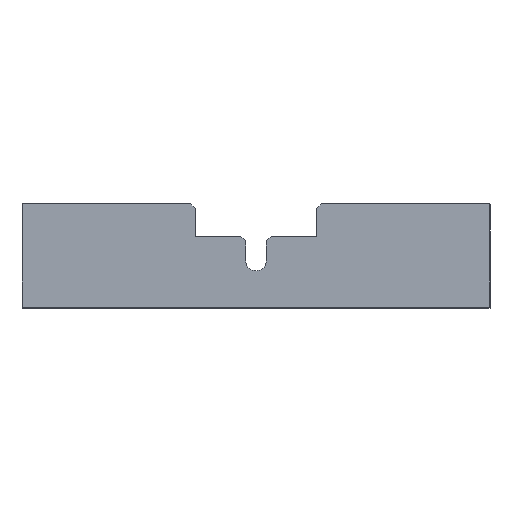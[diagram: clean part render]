
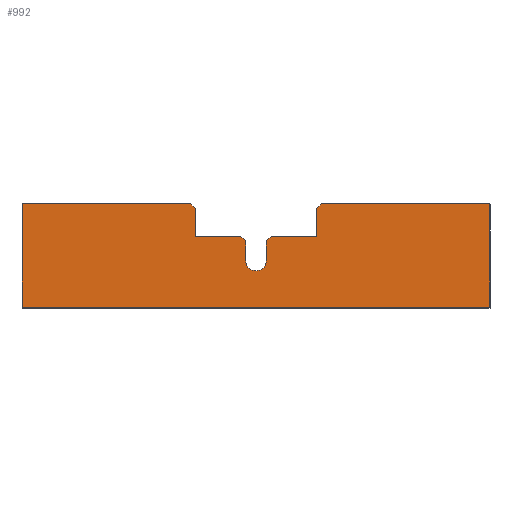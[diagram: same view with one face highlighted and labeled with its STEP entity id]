
A CAD part, top view. The second image highlights one B-rep face of the part: STEP entity #992.
In plain terms, the highlighted planar face has unit normal (0, 0, 1).
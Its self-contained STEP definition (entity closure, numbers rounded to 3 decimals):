
#12 = EDGE_CURVE ( 'NONE', #140, #416, #618, .T. ) ;
#28 = CARTESIAN_POINT ( 'NONE',  ( -14.5, 6.4, 20.25 ) ) ;
#38 = DIRECTION ( 'NONE',  ( 0., -1., 0. ) ) ;
#46 = PLANE ( 'NONE',  #408 ) ;
#47 = VECTOR ( 'NONE', #573, 1000. ) ;
#49 = CARTESIAN_POINT ( 'NONE',  ( 0.65, 4.1, 20.25 ) ) ;
#50 = VECTOR ( 'NONE', #899, 1000. ) ;
#76 = VERTEX_POINT ( 'NONE', #1101 ) ;
#91 = CARTESIAN_POINT ( 'NONE',  ( -4.05, 6.4, 20.25 ) ) ;
#100 = CARTESIAN_POINT ( 'NONE',  ( 0.65, 2.9, 20.25 ) ) ;
#107 = DIRECTION ( 'NONE',  ( 1., 0., 0. ) ) ;
#117 = CARTESIAN_POINT ( 'NONE',  ( -14.5, 6.4, 20.25 ) ) ;
#139 = CARTESIAN_POINT ( 'NONE',  ( 0.65, 4.4, 20.25 ) ) ;
#140 = VERTEX_POINT ( 'NONE', #777 ) ;
#158 = VERTEX_POINT ( 'NONE', #648 ) ;
#172 = CARTESIAN_POINT ( 'NONE',  ( -14.5, 0., 20.25 ) ) ;
#177 = CARTESIAN_POINT ( 'NONE',  ( -0.65, 4.1, 20.25 ) ) ;
#192 = VECTOR ( 'NONE', #1510, 1000. ) ;
#203 = DIRECTION ( 'NONE',  ( 0., 0., -1. ) ) ;
#210 = LINE ( 'NONE', #605, #652 ) ;
#222 = CARTESIAN_POINT ( 'NONE',  ( 3.75, 6.1, 20.25 ) ) ;
#225 = VECTOR ( 'NONE', #473, 1000. ) ;
#232 = ORIENTED_EDGE ( 'NONE', *, *, #616, .T. ) ;
#244 = EDGE_CURVE ( 'NONE', #1489, #749, #438, .T. ) ;
#310 = EDGE_CURVE ( 'NONE', #140, #76, #830, .T. ) ;
#322 = EDGE_CURVE ( 'NONE', #76, #1512, #549, .T. ) ;
#323 = EDGE_LOOP ( 'NONE', ( #885, #1020, #860, #977, #1587, #832, #1007, #1008, #1088, #1450, #790, #889, #491, #232, #531, #1091 ) ) ;
#408 = AXIS2_PLACEMENT_3D ( 'NONE', #1440, #1549, #1043 ) ;
#415 = VECTOR ( 'NONE', #1060, 1000. ) ;
#416 = VERTEX_POINT ( 'NONE', #1612 ) ;
#428 = DIRECTION ( 'NONE',  ( 0., -1., 0. ) ) ;
#438 = LINE ( 'NONE', #1576, #1006 ) ;
#445 = CARTESIAN_POINT ( 'NONE',  ( -0.95, 4.4, 20.25 ) ) ;
#450 = LINE ( 'NONE', #117, #1459 ) ;
#473 = DIRECTION ( 'NONE',  ( -0.707, 0.707, 0. ) ) ;
#489 = VECTOR ( 'NONE', #526, 1000. ) ;
#491 = ORIENTED_EDGE ( 'NONE', *, *, #1410, .F. ) ;
#518 = VERTEX_POINT ( 'NONE', #1544 ) ;
#524 = CARTESIAN_POINT ( 'NONE',  ( -14.5, 0., 20.25 ) ) ;
#526 = DIRECTION ( 'NONE',  ( 0., -1., 0. ) ) ;
#531 = ORIENTED_EDGE ( 'NONE', *, *, #541, .T. ) ;
#540 = CARTESIAN_POINT ( 'NONE',  ( -14.5, 6.4, 20.25 ) ) ;
#541 = EDGE_CURVE ( 'NONE', #983, #1512, #1270, .T. ) ;
#549 = LINE ( 'NONE', #1329, #1620 ) ;
#555 = LINE ( 'NONE', #445, #846 ) ;
#573 = DIRECTION ( 'NONE',  ( 1., 0., 0. ) ) ;
#575 = VERTEX_POINT ( 'NONE', #28 ) ;
#587 = EDGE_CURVE ( 'NONE', #749, #158, #1590, .T. ) ;
#594 = EDGE_CURVE ( 'NONE', #1240, #518, #555, .T. ) ;
#599 = CARTESIAN_POINT ( 'NONE',  ( 0., 2.9, 20.25 ) ) ;
#605 = CARTESIAN_POINT ( 'NONE',  ( -3.75, 6.4, 20.25 ) ) ;
#616 = EDGE_CURVE ( 'NONE', #575, #983, #1462, .T. ) ;
#618 = LINE ( 'NONE', #222, #1042 ) ;
#648 = CARTESIAN_POINT ( 'NONE',  ( 0.65, 4.1, 20.25 ) ) ;
#652 = VECTOR ( 'NONE', #745, 1000. ) ;
#653 = CIRCLE ( 'NONE', #1511, 0.65 ) ;
#716 = EDGE_CURVE ( 'NONE', #829, #1000, #653, .T. ) ;
#745 = DIRECTION ( 'NONE',  ( 0., 1., 0. ) ) ;
#749 = VERTEX_POINT ( 'NONE', #1112 ) ;
#777 = CARTESIAN_POINT ( 'NONE',  ( 4.05, 6.4, 20.25 ) ) ;
#790 = ORIENTED_EDGE ( 'NONE', *, *, #1515, .T. ) ;
#804 = CARTESIAN_POINT ( 'NONE',  ( -0.65, 2.9, 20.25 ) ) ;
#807 = CARTESIAN_POINT ( 'NONE',  ( -14.5, 6.4, 20.25 ) ) ;
#829 = VERTEX_POINT ( 'NONE', #100 ) ;
#830 = LINE ( 'NONE', #540, #47 ) ;
#832 = ORIENTED_EDGE ( 'NONE', *, *, #1200, .T. ) ;
#837 = DIRECTION ( 'NONE',  ( 0., -1., 0. ) ) ;
#846 = VECTOR ( 'NONE', #1185, 1000. ) ;
#857 = CARTESIAN_POINT ( 'NONE',  ( -3.75, 6.1, 20.25 ) ) ;
#860 = ORIENTED_EDGE ( 'NONE', *, *, #1465, .T. ) ;
#885 = ORIENTED_EDGE ( 'NONE', *, *, #310, .F. ) ;
#889 = ORIENTED_EDGE ( 'NONE', *, *, #1591, .T. ) ;
#899 = DIRECTION ( 'NONE',  ( 1., 0., 0. ) ) ;
#902 = CARTESIAN_POINT ( 'NONE',  ( -3.75, 4.4, 20.25 ) ) ;
#915 = EDGE_CURVE ( 'NONE', #1000, #1240, #1403, .T. ) ;
#917 = LINE ( 'NONE', #139, #489 ) ;
#935 = DIRECTION ( 'NONE',  ( -1., 0., 0. ) ) ;
#977 = ORIENTED_EDGE ( 'NONE', *, *, #244, .T. ) ;
#983 = VERTEX_POINT ( 'NONE', #172 ) ;
#992 = ADVANCED_FACE ( 'NONE', ( #1567 ), #46, .F. ) ;
#993 = EDGE_CURVE ( 'NONE', #518, #1136, #1572, .T. ) ;
#999 = CARTESIAN_POINT ( 'NONE',  ( -0.65, 4.4, 20.25 ) ) ;
#1000 = VERTEX_POINT ( 'NONE', #804 ) ;
#1002 = VECTOR ( 'NONE', #1193, 1000. ) ;
#1006 = VECTOR ( 'NONE', #935, 1000. ) ;
#1007 = ORIENTED_EDGE ( 'NONE', *, *, #716, .T. ) ;
#1008 = ORIENTED_EDGE ( 'NONE', *, *, #915, .T. ) ;
#1020 = ORIENTED_EDGE ( 'NONE', *, *, #12, .T. ) ;
#1030 = VECTOR ( 'NONE', #38, 1000. ) ;
#1042 = VECTOR ( 'NONE', #1621, 1000. ) ;
#1043 = DIRECTION ( 'NONE',  ( -1., 0., 0. ) ) ;
#1060 = DIRECTION ( 'NONE',  ( -0.707, -0.707, 0. ) ) ;
#1061 = VECTOR ( 'NONE', #428, 1000. ) ;
#1088 = ORIENTED_EDGE ( 'NONE', *, *, #594, .T. ) ;
#1091 = ORIENTED_EDGE ( 'NONE', *, *, #322, .F. ) ;
#1096 = DIRECTION ( 'NONE',  ( -1., 0., 0. ) ) ;
#1101 = CARTESIAN_POINT ( 'NONE',  ( 14.5, 6.4, 20.25 ) ) ;
#1112 = CARTESIAN_POINT ( 'NONE',  ( 0.95, 4.4, 20.25 ) ) ;
#1136 = VERTEX_POINT ( 'NONE', #902 ) ;
#1185 = DIRECTION ( 'NONE',  ( -0.707, 0.707, 0. ) ) ;
#1193 = DIRECTION ( 'NONE',  ( -1., 0., 0. ) ) ;
#1194 = CARTESIAN_POINT ( 'NONE',  ( 3.75, 6.4, 20.25 ) ) ;
#1200 = EDGE_CURVE ( 'NONE', #158, #829, #917, .T. ) ;
#1237 = CARTESIAN_POINT ( 'NONE',  ( -4.05, 6.4, 20.25 ) ) ;
#1240 = VERTEX_POINT ( 'NONE', #177 ) ;
#1270 = LINE ( 'NONE', #524, #50 ) ;
#1319 = CARTESIAN_POINT ( 'NONE',  ( -3.75, 4.4, 20.25 ) ) ;
#1329 = CARTESIAN_POINT ( 'NONE',  ( 14.5, 6.4, 20.25 ) ) ;
#1372 = LINE ( 'NONE', #1237, #225 ) ;
#1394 = CARTESIAN_POINT ( 'NONE',  ( 14.5, 0., 20.25 ) ) ;
#1403 = LINE ( 'NONE', #999, #192 ) ;
#1410 = EDGE_CURVE ( 'NONE', #575, #1558, #450, .T. ) ;
#1440 = CARTESIAN_POINT ( 'NONE',  ( -14.5, 6.4, 20.25 ) ) ;
#1450 = ORIENTED_EDGE ( 'NONE', *, *, #993, .T. ) ;
#1455 = CARTESIAN_POINT ( 'NONE',  ( 3.75, 4.4, 20.25 ) ) ;
#1459 = VECTOR ( 'NONE', #107, 1000. ) ;
#1462 = LINE ( 'NONE', #807, #1061 ) ;
#1465 = EDGE_CURVE ( 'NONE', #416, #1489, #1603, .T. ) ;
#1489 = VERTEX_POINT ( 'NONE', #1455 ) ;
#1510 = DIRECTION ( 'NONE',  ( 0., 1., 0. ) ) ;
#1511 = AXIS2_PLACEMENT_3D ( 'NONE', #599, #203, #1096 ) ;
#1512 = VERTEX_POINT ( 'NONE', #1394 ) ;
#1515 = EDGE_CURVE ( 'NONE', #1136, #1618, #210, .T. ) ;
#1544 = CARTESIAN_POINT ( 'NONE',  ( -0.95, 4.4, 20.25 ) ) ;
#1549 = DIRECTION ( 'NONE',  ( 0., 0., -1. ) ) ;
#1558 = VERTEX_POINT ( 'NONE', #91 ) ;
#1567 = FACE_OUTER_BOUND ( 'NONE', #323, .T. ) ;
#1572 = LINE ( 'NONE', #1319, #1002 ) ;
#1576 = CARTESIAN_POINT ( 'NONE',  ( 3.75, 4.4, 20.25 ) ) ;
#1587 = ORIENTED_EDGE ( 'NONE', *, *, #587, .T. ) ;
#1590 = LINE ( 'NONE', #49, #415 ) ;
#1591 = EDGE_CURVE ( 'NONE', #1618, #1558, #1372, .T. ) ;
#1603 = LINE ( 'NONE', #1194, #1030 ) ;
#1612 = CARTESIAN_POINT ( 'NONE',  ( 3.75, 6.1, 20.25 ) ) ;
#1618 = VERTEX_POINT ( 'NONE', #857 ) ;
#1620 = VECTOR ( 'NONE', #837, 1000. ) ;
#1621 = DIRECTION ( 'NONE',  ( -0.707, -0.707, 0. ) ) ;
